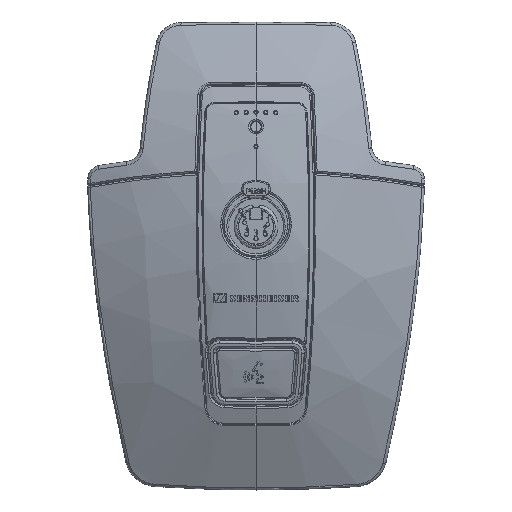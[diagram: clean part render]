
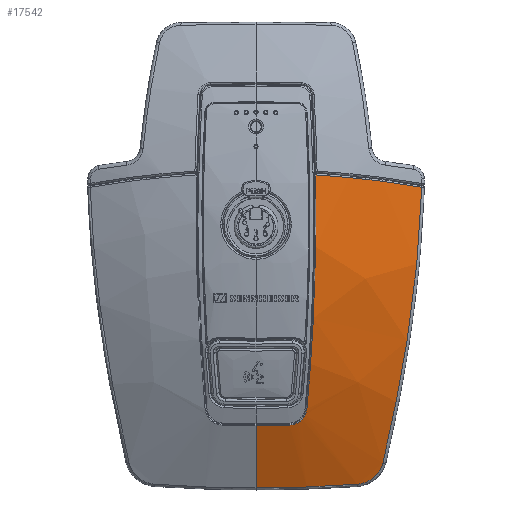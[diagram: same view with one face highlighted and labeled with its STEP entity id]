
A CAD part, top view. The second image highlights one B-rep face of the part: STEP entity #17542.
In plain terms, the highlighted free-form (B-spline) face has degree [3, 3] with [4, 4] control points.
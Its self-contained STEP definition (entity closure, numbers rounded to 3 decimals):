
#16947=CARTESIAN_POINT('Vertex',(0.,-104.566,7.616)) ;
#16951=CARTESIAN_POINT('Control Point',(0.,-104.566,7.616)) ;
#16952=CARTESIAN_POINT('Control Point',(0.,-97.322,11.851)) ;
#16953=CARTESIAN_POINT('Control Point',(0.,-89.938,15.702)) ;
#16954=CARTESIAN_POINT('Control Point',(0.,-82.433,19.124)) ;
#16955=CARTESIAN_POINT('Vertex',(0.,-82.433,19.124)) ;
#17425=CARTESIAN_POINT('Control Point',(51.411,-107.034,0.601)) ;
#17426=CARTESIAN_POINT('Control Point',(64.826,-48.728,22.468)) ;
#17427=CARTESIAN_POINT('Control Point',(71.976,5.993,29.796)) ;
#17428=CARTESIAN_POINT('Control Point',(55.243,62.759,15.719)) ;
#17429=CARTESIAN_POINT('Control Point',(17.194,-110.086,6.157)) ;
#17430=CARTESIAN_POINT('Control Point',(21.951,-54.82,44.646)) ;
#17431=CARTESIAN_POINT('Control Point',(23.957,7.589,54.182)) ;
#17432=CARTESIAN_POINT('Control Point',(18.414,64.658,25.694)) ;
#17433=CARTESIAN_POINT('Control Point',(-17.194,-110.086,6.157)) ;
#17434=CARTESIAN_POINT('Control Point',(-21.951,-54.82,44.646)) ;
#17435=CARTESIAN_POINT('Control Point',(-23.957,7.589,54.182)) ;
#17436=CARTESIAN_POINT('Control Point',(-18.414,64.658,25.694)) ;
#17437=CARTESIAN_POINT('Control Point',(-51.411,-107.034,0.601)) ;
#17438=CARTESIAN_POINT('Control Point',(-64.826,-48.728,22.468)) ;
#17439=CARTESIAN_POINT('Control Point',(-71.976,5.993,29.796)) ;
#17440=CARTESIAN_POINT('Control Point',(-55.243,62.759,15.719)) ;
#17442=CARTESIAN_POINT('Control Point',(59.065,2.51,25.369)) ;
#17443=CARTESIAN_POINT('Control Point',(56.272,2.992,26.491)) ;
#17444=CARTESIAN_POINT('Control Point',(53.452,3.451,27.553)) ;
#17445=CARTESIAN_POINT('Control Point',(50.621,3.879,28.547)) ;
#17446=CARTESIAN_POINT('Control Point',(47.78,4.281,29.474)) ;
#17447=CARTESIAN_POINT('Control Point',(44.915,4.655,30.337)) ;
#17448=CARTESIAN_POINT('Vertex',(44.915,4.655,30.337)) ;
#17450=CARTESIAN_POINT('Vertex',(59.065,2.51,25.369)) ;
#17454=CARTESIAN_POINT('Control Point',(44.915,4.655,30.337)) ;
#17455=CARTESIAN_POINT('Control Point',(40.239,5.269,31.745)) ;
#17456=CARTESIAN_POINT('Control Point',(35.515,5.804,32.977)) ;
#17457=CARTESIAN_POINT('Control Point',(30.776,6.256,34.021)) ;
#17458=CARTESIAN_POINT('Control Point',(26.005,6.627,34.882)) ;
#17459=CARTESIAN_POINT('Control Point',(21.217,6.916,35.553)) ;
#17460=CARTESIAN_POINT('Vertex',(21.217,6.916,35.553)) ;
#17464=CARTESIAN_POINT('Control Point',(21.217,6.916,35.553)) ;
#17465=CARTESIAN_POINT('Control Point',(21.215,6.902,35.554)) ;
#17466=CARTESIAN_POINT('Control Point',(21.214,6.888,35.555)) ;
#17467=CARTESIAN_POINT('Control Point',(21.214,6.875,35.556)) ;
#17468=CARTESIAN_POINT('Vertex',(21.214,6.875,35.556)) ;
#17472=CARTESIAN_POINT('Control Point',(21.214,6.875,35.556)) ;
#17473=CARTESIAN_POINT('Control Point',(21.539,-9.952,36.46)) ;
#17474=CARTESIAN_POINT('Control Point',(21.388,-26.853,35.298)) ;
#17475=CARTESIAN_POINT('Control Point',(20.75,-43.662,32.162)) ;
#17476=CARTESIAN_POINT('Control Point',(19.646,-60.26,27.228)) ;
#17477=CARTESIAN_POINT('Control Point',(18.119,-76.53,20.628)) ;
#17478=CARTESIAN_POINT('Vertex',(18.119,-76.53,20.628)) ;
#17482=CARTESIAN_POINT('Control Point',(18.119,-76.53,20.628)) ;
#17483=CARTESIAN_POINT('Control Point',(18.041,-77.356,20.293)) ;
#17484=CARTESIAN_POINT('Control Point',(17.819,-78.181,19.971)) ;
#17485=CARTESIAN_POINT('Control Point',(17.447,-78.974,19.675)) ;
#17486=CARTESIAN_POINT('Control Point',(16.37,-80.496,19.135)) ;
#17487=CARTESIAN_POINT('Control Point',(14.8,-81.564,18.818)) ;
#17488=CARTESIAN_POINT('Control Point',(13.877,-81.959,18.726)) ;
#17489=CARTESIAN_POINT('Control Point',(12.913,-82.172,18.71)) ;
#17490=CARTESIAN_POINT('Control Point',(11.953,-82.209,18.768)) ;
#17491=CARTESIAN_POINT('Vertex',(11.953,-82.209,18.768)) ;
#17495=CARTESIAN_POINT('Control Point',(11.953,-82.209,18.768)) ;
#17496=CARTESIAN_POINT('Control Point',(7.969,-82.359,19.006)) ;
#17497=CARTESIAN_POINT('Control Point',(3.985,-82.433,19.124)) ;
#17498=CARTESIAN_POINT('Control Point',(0.,-82.433,19.124)) ;
#17501=CARTESIAN_POINT('Control Point',(36.136,-103.249,5.237)) ;
#17502=CARTESIAN_POINT('Control Point',(27.117,-103.906,6.432)) ;
#17503=CARTESIAN_POINT('Control Point',(18.086,-104.346,7.221)) ;
#17504=CARTESIAN_POINT('Control Point',(9.043,-104.566,7.616)) ;
#17505=CARTESIAN_POINT('Control Point',(0.,-104.566,7.616)) ;
#17506=CARTESIAN_POINT('Vertex',(36.136,-103.249,5.237)) ;
#17510=CARTESIAN_POINT('Control Point',(45.193,-95.703,6.963)) ;
#17511=CARTESIAN_POINT('Control Point',(44.958,-96.695,6.577)) ;
#17512=CARTESIAN_POINT('Control Point',(44.576,-97.684,6.222)) ;
#17513=CARTESIAN_POINT('Control Point',(44.044,-98.639,5.91)) ;
#17514=CARTESIAN_POINT('Control Point',(42.445,-100.734,5.292)) ;
#17515=CARTESIAN_POINT('Control Point',(40.264,-102.222,5.015)) ;
#17516=CARTESIAN_POINT('Control Point',(38.892,-102.812,4.979)) ;
#17517=CARTESIAN_POINT('Control Point',(37.501,-103.149,5.056)) ;
#17518=CARTESIAN_POINT('Control Point',(36.136,-103.249,5.237)) ;
#17519=CARTESIAN_POINT('Vertex',(45.193,-95.703,6.963)) ;
#17523=CARTESIAN_POINT('Control Point',(59.065,2.51,25.369)) ;
#17524=CARTESIAN_POINT('Control Point',(58.412,-17.151,25.901)) ;
#17525=CARTESIAN_POINT('Control Point',(56.618,-36.918,24.16)) ;
#17526=CARTESIAN_POINT('Control Point',(53.665,-56.615,20.245)) ;
#17527=CARTESIAN_POINT('Control Point',(49.81,-76.246,14.534)) ;
#17528=CARTESIAN_POINT('Control Point',(45.193,-95.703,6.963)) ;
#17531=ORIENTED_EDGE('',*,*,#17452,.F.) ;
#17532=ORIENTED_EDGE('',*,*,#17462,.F.) ;
#17533=ORIENTED_EDGE('',*,*,#17470,.F.) ;
#17534=ORIENTED_EDGE('',*,*,#17480,.T.) ;
#17535=ORIENTED_EDGE('',*,*,#17493,.T.) ;
#17536=ORIENTED_EDGE('',*,*,#17499,.T.) ;
#17537=ORIENTED_EDGE('',*,*,#16957,.F.) ;
#17538=ORIENTED_EDGE('',*,*,#17508,.T.) ;
#17539=ORIENTED_EDGE('',*,*,#17521,.T.) ;
#17540=ORIENTED_EDGE('',*,*,#17529,.T.) ;
#17542=ADVANCED_FACE('Hauptk\X2\00F6\X0\rper',(#17541),#17424,.F.) ;
#16950=B_SPLINE_CURVE_WITH_KNOTS('',3,(#16951,#16952,#16953,#16954),.UNSPECIFIED.,.F.,.U.,(4,4),(7.666,42.538),.UNSPECIFIED.) ;
#17441=B_SPLINE_CURVE_WITH_KNOTS('',5,(#17442,#17443,#17444,#17445,#17446,#17447),.UNSPECIFIED.,.F.,.U.,(6,6),(17.82,38.613),.UNSPECIFIED.) ;
#17453=B_SPLINE_CURVE_WITH_KNOTS('',5,(#17454,#17455,#17456,#17457,#17458,#17459),.UNSPECIFIED.,.F.,.U.,(6,6),(37.859,71.797),.UNSPECIFIED.) ;
#17463=B_SPLINE_CURVE_WITH_KNOTS('',3,(#17464,#17465,#17466,#17467),.UNSPECIFIED.,.F.,.U.,(4,4),(1.5,1.578),.UNSPECIFIED.) ;
#17471=B_SPLINE_CURVE_WITH_KNOTS('',5,(#17472,#17473,#17474,#17475,#17476,#17477),.UNSPECIFIED.,.F.,.U.,(6,6),(42.185,195.206),.UNSPECIFIED.) ;
#17481=B_SPLINE_CURVE_WITH_KNOTS('',5,(#17482,#17483,#17484,#17485,#17486,#17487,#17488,#17489,#17490),.UNSPECIFIED.,.F.,.U.,(6,3,6),(2.432,8.034,14.256),.UNSPECIFIED.) ;
#17494=B_SPLINE_CURVE_WITH_KNOTS('',3,(#17495,#17496,#17497,#17498),.UNSPECIFIED.,.F.,.U.,(4,4),(81.06,103.44),.UNSPECIFIED.) ;
#17500=B_SPLINE_CURVE_WITH_KNOTS('',4,(#17501,#17502,#17503,#17504,#17505),.UNSPECIFIED.,.F.,.U.,(5,5),(35.518,92.53),.UNSPECIFIED.) ;
#17509=B_SPLINE_CURVE_WITH_KNOTS('',5,(#17510,#17511,#17512,#17513,#17514,#17515,#17516,#17517,#17518),.UNSPECIFIED.,.F.,.U.,(6,3,6),(3.597,10.958,21.223),.UNSPECIFIED.) ;
#17522=B_SPLINE_CURVE_WITH_KNOTS('',5,(#17523,#17524,#17525,#17526,#17527,#17528),.UNSPECIFIED.,.F.,.U.,(6,6),(40.217,186.574),.UNSPECIFIED.) ;
#17424=B_SPLINE_SURFACE_WITH_KNOTS('',3,3,((#17425,#17426,#17427,#17428),(#17429,#17430,#17431,#17432),(#17433,#17434,#17435,#17436),(#17437,#17438,#17439,#17440)),.UNSPECIFIED.,.F.,.F.,.U.,(4,4),(4,4),(0.,128.526),(0.,187.455),.UNSPECIFIED.) ;
#16957=EDGE_CURVE('',#16948,#16956,#16950,.T.) ;
#17452=EDGE_CURVE('',#17449,#17451,#17441,.F.) ;
#17462=EDGE_CURVE('',#17461,#17449,#17453,.F.) ;
#17470=EDGE_CURVE('',#17469,#17461,#17463,.F.) ;
#17480=EDGE_CURVE('',#17469,#17479,#17471,.T.) ;
#17493=EDGE_CURVE('',#17479,#17492,#17481,.T.) ;
#17499=EDGE_CURVE('',#17492,#16956,#17494,.T.) ;
#17508=EDGE_CURVE('',#16948,#17507,#17500,.F.) ;
#17521=EDGE_CURVE('',#17507,#17520,#17509,.F.) ;
#17529=EDGE_CURVE('',#17520,#17451,#17522,.F.) ;
#17530=EDGE_LOOP('',(#17531,#17532,#17533,#17534,#17535,#17536,#17537,#17538,#17539,#17540)) ;
#17541=FACE_OUTER_BOUND('',#17530,.T.) ;
#16948=VERTEX_POINT('',#16947) ;
#16956=VERTEX_POINT('',#16955) ;
#17449=VERTEX_POINT('',#17448) ;
#17451=VERTEX_POINT('',#17450) ;
#17461=VERTEX_POINT('',#17460) ;
#17469=VERTEX_POINT('',#17468) ;
#17479=VERTEX_POINT('',#17478) ;
#17492=VERTEX_POINT('',#17491) ;
#17507=VERTEX_POINT('',#17506) ;
#17520=VERTEX_POINT('',#17519) ;
